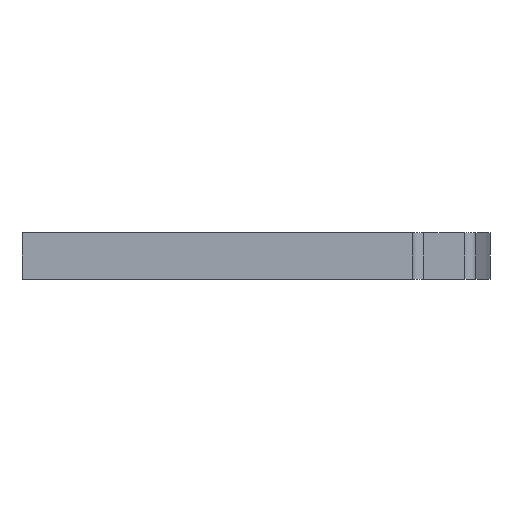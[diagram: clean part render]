
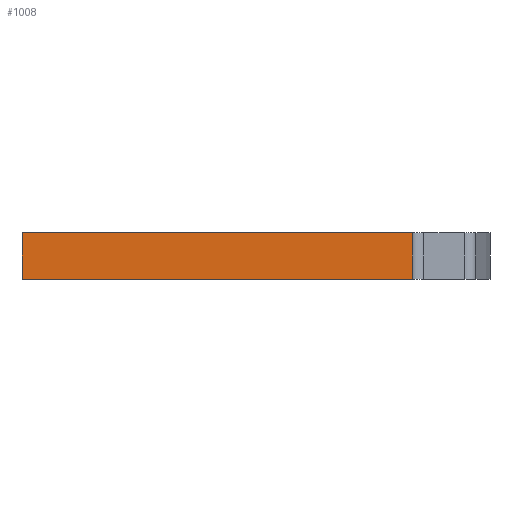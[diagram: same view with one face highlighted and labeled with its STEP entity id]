
A CAD part, left-side view. The second image highlights one B-rep face of the part: STEP entity #1008.
In plain terms, the highlighted planar face has unit normal (-1, 0, 0).
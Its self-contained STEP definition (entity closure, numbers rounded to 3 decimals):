
#17 = VERTEX_POINT ( 'NONE', #159 ) ;
#32 = CARTESIAN_POINT ( 'NONE',  ( -50., 50., 12. ) ) ;
#51 = DIRECTION ( 'NONE',  ( 1., 0., 0. ) ) ;
#78 = VERTEX_POINT ( 'NONE', #636 ) ;
#141 = CARTESIAN_POINT ( 'NONE',  ( -50., -50., 12. ) ) ;
#159 = CARTESIAN_POINT ( 'NONE',  ( -50., -50., 12. ) ) ;
#215 = VECTOR ( 'NONE', #926, 1000. ) ;
#241 = CARTESIAN_POINT ( 'NONE',  ( -50., -50., 12. ) ) ;
#269 = ORIENTED_EDGE ( 'NONE', *, *, #880, .F. ) ;
#314 = VECTOR ( 'NONE', #1406, 1000. ) ;
#510 = DIRECTION ( 'NONE',  ( 0., 0., -1. ) ) ;
#525 = DIRECTION ( 'NONE',  ( 0., 0., -1. ) ) ;
#636 = CARTESIAN_POINT ( 'NONE',  ( -50., -50., 0. ) ) ;
#666 = CARTESIAN_POINT ( 'NONE',  ( -50., 50., 0. ) ) ;
#705 = LINE ( 'NONE', #141, #314 ) ;
#721 = EDGE_LOOP ( 'NONE', ( #1362, #269, #1430, #918 ) ) ;
#764 = EDGE_CURVE ( 'NONE', #1398, #78, #1038, .T. ) ;
#847 = VECTOR ( 'NONE', #510, 1000. ) ;
#880 = EDGE_CURVE ( 'NONE', #17, #78, #1269, .T. ) ;
#918 = ORIENTED_EDGE ( 'NONE', *, *, #1328, .T. ) ;
#926 = DIRECTION ( 'NONE',  ( 0., 0., -1. ) ) ;
#993 = AXIS2_PLACEMENT_3D ( 'NONE', #1467, #51, #525 ) ;
#1004 = PLANE ( 'NONE',  #993 ) ;
#1008 = ADVANCED_FACE ( 'NONE', ( #1475 ), #1004, .F. ) ;
#1038 = LINE ( 'NONE', #1396, #1113 ) ;
#1068 = CARTESIAN_POINT ( 'NONE',  ( -50., 50., 12. ) ) ;
#1087 = LINE ( 'NONE', #1068, #847 ) ;
#1113 = VECTOR ( 'NONE', #1506, 1000. ) ;
#1223 = EDGE_CURVE ( 'NONE', #1298, #17, #705, .T. ) ;
#1269 = LINE ( 'NONE', #241, #215 ) ;
#1298 = VERTEX_POINT ( 'NONE', #32 ) ;
#1328 = EDGE_CURVE ( 'NONE', #1298, #1398, #1087, .T. ) ;
#1362 = ORIENTED_EDGE ( 'NONE', *, *, #764, .T. ) ;
#1396 = CARTESIAN_POINT ( 'NONE',  ( -50., -50., 0. ) ) ;
#1398 = VERTEX_POINT ( 'NONE', #666 ) ;
#1406 = DIRECTION ( 'NONE',  ( 0., -1., 0. ) ) ;
#1430 = ORIENTED_EDGE ( 'NONE', *, *, #1223, .F. ) ;
#1467 = CARTESIAN_POINT ( 'NONE',  ( -50., -50., 12. ) ) ;
#1475 = FACE_OUTER_BOUND ( 'NONE', #721, .T. ) ;
#1506 = DIRECTION ( 'NONE',  ( 0., -1., 0. ) ) ;
